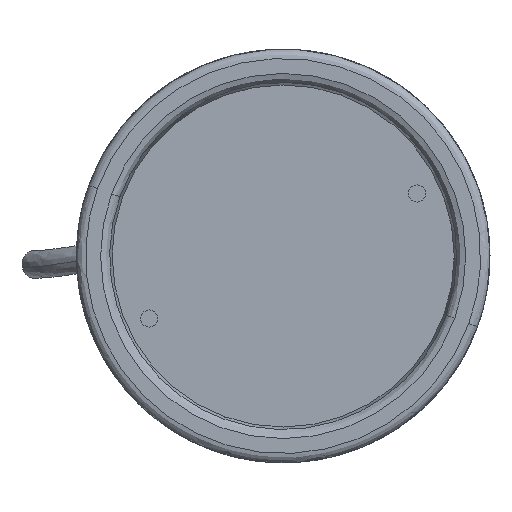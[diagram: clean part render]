
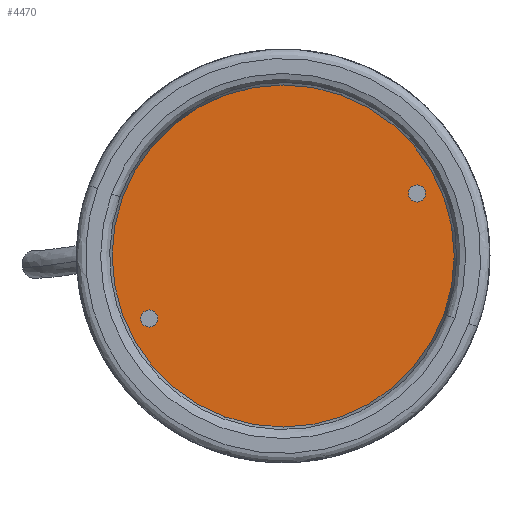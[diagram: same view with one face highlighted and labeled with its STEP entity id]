
A CAD part, front view. The second image highlights one B-rep face of the part: STEP entity #4470.
In plain terms, the highlighted planar face has unit normal (0, -1, 0).
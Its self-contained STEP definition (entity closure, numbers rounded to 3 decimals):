
#105 = CIRCLE ( 'NONE', #20288, 2.75 ) ;
#908 = DIRECTION ( 'NONE',  ( 1., 0., 0. ) ) ;
#1946 = DIRECTION ( 'NONE',  ( 0., -1., 0. ) ) ;
#2828 = VERTEX_POINT ( 'NONE', #60700 ) ;
#3719 = CIRCLE ( 'NONE', #60537, 2.75 ) ;
#4163 = VERTEX_POINT ( 'NONE', #57791 ) ;
#4470 = ADVANCED_FACE ( 'NONE', ( #63249, #17601, #76594 ), #17998, .F. ) ;
#5804 = EDGE_CURVE ( 'NONE', #31585, #2828, #105, .T. ) ;
#6621 = AXIS2_PLACEMENT_3D ( 'NONE', #53082, #17472, #53869 ) ;
#7170 = CARTESIAN_POINT ( 'NONE',  ( -33.588, 5.2, -33.588 ) ) ;
#11691 = CIRCLE ( 'NONE', #6621, 55. ) ;
#11967 = CARTESIAN_POINT ( 'NONE',  ( -30.838, 5.2, -33.588 ) ) ;
#12366 = EDGE_CURVE ( 'NONE', #2828, #31585, #40915, .T. ) ;
#12479 = EDGE_LOOP ( 'NONE', ( #22126, #38376 ) ) ;
#15913 = CARTESIAN_POINT ( 'NONE',  ( 0., 5.2, 0. ) ) ;
#16891 = AXIS2_PLACEMENT_3D ( 'NONE', #73691, #25819, #908 ) ;
#17405 = ORIENTED_EDGE ( 'NONE', *, *, #60780, .T. ) ;
#17472 = DIRECTION ( 'NONE',  ( 0., -1., 0. ) ) ;
#17601 = FACE_BOUND ( 'NONE', #12479, .T. ) ;
#17903 = VERTEX_POINT ( 'NONE', #11967 ) ;
#17998 = PLANE ( 'NONE',  #45474 ) ;
#19019 = DIRECTION ( 'NONE',  ( 1., 0., 0. ) ) ;
#19414 = DIRECTION ( 'NONE',  ( 0., -1., 0. ) ) ;
#20288 = AXIS2_PLACEMENT_3D ( 'NONE', #37681, #74070, #43213 ) ;
#20688 = DIRECTION ( 'NONE',  ( 0., 0., -1. ) ) ;
#22126 = ORIENTED_EDGE ( 'NONE', *, *, #73286, .F. ) ;
#24190 = CARTESIAN_POINT ( 'NONE',  ( 36.338, 5.2, 33.588 ) ) ;
#25819 = DIRECTION ( 'NONE',  ( 0., -1., 0. ) ) ;
#30805 = AXIS2_PLACEMENT_3D ( 'NONE', #15913, #63017, #20688 ) ;
#30830 = ORIENTED_EDGE ( 'NONE', *, *, #12366, .F. ) ;
#31585 = VERTEX_POINT ( 'NONE', #24190 ) ;
#33886 = CARTESIAN_POINT ( 'NONE',  ( -36.338, 5.2, -33.588 ) ) ;
#36153 = AXIS2_PLACEMENT_3D ( 'NONE', #7170, #19414, #19019 ) ;
#37681 = CARTESIAN_POINT ( 'NONE',  ( 33.588, 5.2, 33.588 ) ) ;
#38376 = ORIENTED_EDGE ( 'NONE', *, *, #65917, .F. ) ;
#38443 = EDGE_CURVE ( 'NONE', #70435, #4163, #11691, .T. ) ;
#40866 = ORIENTED_EDGE ( 'NONE', *, *, #5804, .F. ) ;
#40915 = CIRCLE ( 'NONE', #16891, 2.75 ) ;
#41222 = CARTESIAN_POINT ( 'NONE',  ( 0., 5.2, -55. ) ) ;
#43213 = DIRECTION ( 'NONE',  ( 1., 0., 0. ) ) ;
#43422 = CIRCLE ( 'NONE', #30805, 55. ) ;
#43877 = EDGE_LOOP ( 'NONE', ( #77409, #17405 ) ) ;
#45020 = DIRECTION ( 'NONE',  ( 1., 0., 0. ) ) ;
#45408 = CARTESIAN_POINT ( 'NONE',  ( -33.588, 5.2, -33.588 ) ) ;
#45474 = AXIS2_PLACEMENT_3D ( 'NONE', #71829, #59150, #71042 ) ;
#53082 = CARTESIAN_POINT ( 'NONE',  ( 0., 5.2, 0. ) ) ;
#53869 = DIRECTION ( 'NONE',  ( 0., 0., -1. ) ) ;
#57791 = CARTESIAN_POINT ( 'NONE',  ( 0., 5.2, 55. ) ) ;
#59150 = DIRECTION ( 'NONE',  ( 0., 1., 0. ) ) ;
#60537 = AXIS2_PLACEMENT_3D ( 'NONE', #45408, #1946, #45020 ) ;
#60700 = CARTESIAN_POINT ( 'NONE',  ( 30.838, 5.2, 33.588 ) ) ;
#60780 = EDGE_CURVE ( 'NONE', #4163, #70435, #43422, .T. ) ;
#63017 = DIRECTION ( 'NONE',  ( 0., -1., 0. ) ) ;
#63249 = FACE_BOUND ( 'NONE', #67065, .T. ) ;
#65917 = EDGE_CURVE ( 'NONE', #77188, #17903, #70235, .T. ) ;
#67065 = EDGE_LOOP ( 'NONE', ( #40866, #30830 ) ) ;
#70235 = CIRCLE ( 'NONE', #36153, 2.75 ) ;
#70435 = VERTEX_POINT ( 'NONE', #41222 ) ;
#71042 = DIRECTION ( 'NONE',  ( 0., 0., 1. ) ) ;
#71829 = CARTESIAN_POINT ( 'NONE',  ( -110., 5.2, -110. ) ) ;
#73286 = EDGE_CURVE ( 'NONE', #17903, #77188, #3719, .T. ) ;
#73691 = CARTESIAN_POINT ( 'NONE',  ( 33.588, 5.2, 33.588 ) ) ;
#74070 = DIRECTION ( 'NONE',  ( 0., -1., 0. ) ) ;
#76594 = FACE_OUTER_BOUND ( 'NONE', #43877, .T. ) ;
#77188 = VERTEX_POINT ( 'NONE', #33886 ) ;
#77409 = ORIENTED_EDGE ( 'NONE', *, *, #38443, .T. ) ;
